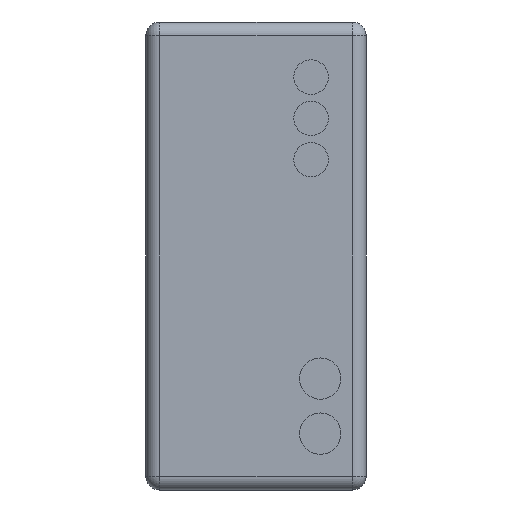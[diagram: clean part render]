
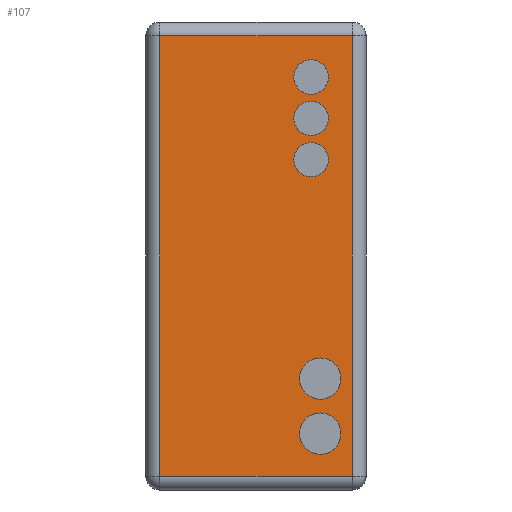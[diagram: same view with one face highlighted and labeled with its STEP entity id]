
A CAD part, left-side view. The second image highlights one B-rep face of the part: STEP entity #107.
In plain terms, the highlighted planar face has unit normal (-1, 0, 0).
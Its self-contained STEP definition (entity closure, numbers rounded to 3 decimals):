
#25 = DIRECTION ( 'NONE',  ( -1., 0., 0. ) ) ;
#28 = DIRECTION ( 'NONE',  ( 0., 0., -1. ) ) ;
#36 = AXIS2_PLACEMENT_3D ( 'NONE', #239, #331, #413 ) ;
#40 = EDGE_LOOP ( 'NONE', ( #264, #492 ) ) ;
#46 = DIRECTION ( 'NONE',  ( 0., 0., -1. ) ) ;
#52 = LINE ( 'NONE', #1072, #1052 ) ;
#57 = ORIENTED_EDGE ( 'NONE', *, *, #861, .F. ) ;
#63 = CARTESIAN_POINT ( 'NONE',  ( -75.609, 15., 11.415 ) ) ;
#83 = ORIENTED_EDGE ( 'NONE', *, *, #698, .F. ) ;
#87 = CIRCLE ( 'NONE', #765, 1.25 ) ;
#93 = CARTESIAN_POINT ( 'NONE',  ( -75.609, 4., 2.415 ) ) ;
#107 = ADVANCED_FACE ( 'NONE', ( #778, #153, #1027, #1089, #283, #157 ), #276, .F. ) ;
#112 = VERTEX_POINT ( 'NONE', #182 ) ;
#114 = CARTESIAN_POINT ( 'NONE',  ( -75.609, 3.33, -17.49 ) ) ;
#116 = EDGE_CURVE ( 'NONE', #743, #317, #393, .T. ) ;
#126 = CIRCLE ( 'NONE', #36, 1.5 ) ;
#127 = AXIS2_PLACEMENT_3D ( 'NONE', #215, #377, #382 ) ;
#134 = EDGE_LOOP ( 'NONE', ( #83, #334 ) ) ;
#148 = VERTEX_POINT ( 'NONE', #248 ) ;
#152 = EDGE_CURVE ( 'NONE', #112, #862, #800, .T. ) ;
#153 = FACE_BOUND ( 'NONE', #40, .T. ) ;
#155 = CARTESIAN_POINT ( 'NONE',  ( -75.609, 1., 11.415 ) ) ;
#157 = FACE_OUTER_BOUND ( 'NONE', #260, .T. ) ;
#164 = ORIENTED_EDGE ( 'NONE', *, *, #740, .T. ) ;
#180 = AXIS2_PLACEMENT_3D ( 'NONE', #93, #435, #680 ) ;
#182 = CARTESIAN_POINT ( 'NONE',  ( -75.609, 3.33, -15.99 ) ) ;
#184 = EDGE_CURVE ( 'NONE', #866, #810, #341, .T. ) ;
#185 = VERTEX_POINT ( 'NONE', #795 ) ;
#190 = ORIENTED_EDGE ( 'NONE', *, *, #194, .T. ) ;
#194 = EDGE_CURVE ( 'NONE', #815, #300, #791, .T. ) ;
#215 = CARTESIAN_POINT ( 'NONE',  ( -75.609, 4., 8.415 ) ) ;
#239 = CARTESIAN_POINT ( 'NONE',  ( -75.609, 3.33, -17.49 ) ) ;
#248 = CARTESIAN_POINT ( 'NONE',  ( -75.609, 4., 7.165 ) ) ;
#253 = AXIS2_PLACEMENT_3D ( 'NONE', #609, #947, #674 ) ;
#260 = EDGE_LOOP ( 'NONE', ( #555, #164, #190, #656 ) ) ;
#264 = ORIENTED_EDGE ( 'NONE', *, *, #184, .F. ) ;
#268 = EDGE_CURVE ( 'NONE', #810, #866, #87, .T. ) ;
#276 = PLANE ( 'NONE',  #253 ) ;
#283 = FACE_BOUND ( 'NONE', #134, .T. ) ;
#293 = DIRECTION ( 'NONE',  ( 0., -1., 0. ) ) ;
#295 = ORIENTED_EDGE ( 'NONE', *, *, #479, .F. ) ;
#299 = ORIENTED_EDGE ( 'NONE', *, *, #1056, .F. ) ;
#300 = VERTEX_POINT ( 'NONE', #956 ) ;
#307 = DIRECTION ( 'NONE',  ( -1., 0., 0. ) ) ;
#311 = CIRCLE ( 'NONE', #180, 1.25 ) ;
#315 = DIRECTION ( 'NONE',  ( 0., 1., 0. ) ) ;
#317 = VERTEX_POINT ( 'NONE', #628 ) ;
#323 = VERTEX_POINT ( 'NONE', #63 ) ;
#326 = CARTESIAN_POINT ( 'NONE',  ( -75.609, 3.33, -11.99 ) ) ;
#327 = AXIS2_PLACEMENT_3D ( 'NONE', #794, #1061, #28 ) ;
#331 = DIRECTION ( 'NONE',  ( -1., 0., 0. ) ) ;
#334 = ORIENTED_EDGE ( 'NONE', *, *, #152, .F. ) ;
#341 = CIRCLE ( 'NONE', #1099, 1.25 ) ;
#369 = ORIENTED_EDGE ( 'NONE', *, *, #116, .F. ) ;
#377 = DIRECTION ( 'NONE',  ( -1., 0., 0. ) ) ;
#382 = DIRECTION ( 'NONE',  ( 0., 0., -1. ) ) ;
#393 = CIRCLE ( 'NONE', #888, 1.5 ) ;
#399 = VERTEX_POINT ( 'NONE', #749 ) ;
#413 = DIRECTION ( 'NONE',  ( 0., 0., -1. ) ) ;
#418 = EDGE_CURVE ( 'NONE', #793, #323, #52, .T. ) ;
#419 = DIRECTION ( 'NONE',  ( 0., 0., 1. ) ) ;
#435 = DIRECTION ( 'NONE',  ( -1., 0., 0. ) ) ;
#439 = CARTESIAN_POINT ( 'NONE',  ( -75.609, 4., 2.415 ) ) ;
#477 = CARTESIAN_POINT ( 'NONE',  ( -75.609, 4., 5.415 ) ) ;
#479 = EDGE_CURVE ( 'NONE', #317, #743, #982, .T. ) ;
#492 = ORIENTED_EDGE ( 'NONE', *, *, #268, .F. ) ;
#504 = CARTESIAN_POINT ( 'NONE',  ( -75.609, 15., -20.585 ) ) ;
#524 = AXIS2_PLACEMENT_3D ( 'NONE', #439, #777, #930 ) ;
#529 = DIRECTION ( 'NONE',  ( -1., 0., 0. ) ) ;
#555 = ORIENTED_EDGE ( 'NONE', *, *, #418, .T. ) ;
#580 = CIRCLE ( 'NONE', #127, 1.25 ) ;
#581 = LINE ( 'NONE', #673, #876 ) ;
#588 = ORIENTED_EDGE ( 'NONE', *, *, #1091, .F. ) ;
#589 = DIRECTION ( 'NONE',  ( 0., 0., -1. ) ) ;
#609 = CARTESIAN_POINT ( 'NONE',  ( -75.609, 16., 12.415 ) ) ;
#628 = CARTESIAN_POINT ( 'NONE',  ( -75.609, 3.33, -14.99 ) ) ;
#634 = VECTOR ( 'NONE', #589, 1000. ) ;
#641 = CARTESIAN_POINT ( 'NONE',  ( -75.609, 16., -20.585 ) ) ;
#644 = ORIENTED_EDGE ( 'NONE', *, *, #927, .F. ) ;
#646 = CARTESIAN_POINT ( 'NONE',  ( -75.609, 4., 5.415 ) ) ;
#656 = ORIENTED_EDGE ( 'NONE', *, *, #741, .T. ) ;
#660 = CARTESIAN_POINT ( 'NONE',  ( -75.609, 15., -21.585 ) ) ;
#673 = CARTESIAN_POINT ( 'NONE',  ( -75.609, 1., 12.415 ) ) ;
#674 = DIRECTION ( 'NONE',  ( 0., 0., -1. ) ) ;
#677 = DIRECTION ( 'NONE',  ( -1., 0., 0. ) ) ;
#680 = DIRECTION ( 'NONE',  ( 0., 0., -1. ) ) ;
#692 = CARTESIAN_POINT ( 'NONE',  ( -75.609, 4., 4.165 ) ) ;
#698 = EDGE_CURVE ( 'NONE', #862, #112, #126, .T. ) ;
#740 = EDGE_CURVE ( 'NONE', #323, #815, #1007, .T. ) ;
#741 = EDGE_CURVE ( 'NONE', #300, #793, #581, .T. ) ;
#743 = VERTEX_POINT ( 'NONE', #326 ) ;
#749 = CARTESIAN_POINT ( 'NONE',  ( -75.609, 4., 1.165 ) ) ;
#765 = AXIS2_PLACEMENT_3D ( 'NONE', #477, #307, #46 ) ;
#774 = CARTESIAN_POINT ( 'NONE',  ( -75.609, 3.33, -13.49 ) ) ;
#777 = DIRECTION ( 'NONE',  ( -1., 0., 0. ) ) ;
#778 = FACE_BOUND ( 'NONE', #1006, .T. ) ;
#791 = LINE ( 'NONE', #641, #963 ) ;
#793 = VERTEX_POINT ( 'NONE', #155 ) ;
#794 = CARTESIAN_POINT ( 'NONE',  ( -75.609, 4., 8.415 ) ) ;
#795 = CARTESIAN_POINT ( 'NONE',  ( -75.609, 4., 9.665 ) ) ;
#800 = CIRCLE ( 'NONE', #1049, 1.5 ) ;
#803 = CIRCLE ( 'NONE', #327, 1.25 ) ;
#810 = VERTEX_POINT ( 'NONE', #836 ) ;
#815 = VERTEX_POINT ( 'NONE', #504 ) ;
#829 = EDGE_LOOP ( 'NONE', ( #588, #299 ) ) ;
#836 = CARTESIAN_POINT ( 'NONE',  ( -75.609, 4., 6.665 ) ) ;
#837 = CARTESIAN_POINT ( 'NONE',  ( -75.609, 3.33, -13.49 ) ) ;
#848 = CARTESIAN_POINT ( 'NONE',  ( -75.609, 4., 3.665 ) ) ;
#861 = EDGE_CURVE ( 'NONE', #399, #942, #966, .T. ) ;
#862 = VERTEX_POINT ( 'NONE', #939 ) ;
#866 = VERTEX_POINT ( 'NONE', #692 ) ;
#876 = VECTOR ( 'NONE', #419, 1000. ) ;
#888 = AXIS2_PLACEMENT_3D ( 'NONE', #837, #677, #1083 ) ;
#897 = DIRECTION ( 'NONE',  ( 0., 0., -1. ) ) ;
#927 = EDGE_CURVE ( 'NONE', #942, #399, #311, .T. ) ;
#930 = DIRECTION ( 'NONE',  ( 0., 0., -1. ) ) ;
#939 = CARTESIAN_POINT ( 'NONE',  ( -75.609, 3.33, -18.99 ) ) ;
#942 = VERTEX_POINT ( 'NONE', #848 ) ;
#947 = DIRECTION ( 'NONE',  ( 1., 0., 0. ) ) ;
#956 = CARTESIAN_POINT ( 'NONE',  ( -75.609, 1., -20.585 ) ) ;
#962 = DIRECTION ( 'NONE',  ( -1., 0., 0. ) ) ;
#963 = VECTOR ( 'NONE', #293, 1000. ) ;
#964 = AXIS2_PLACEMENT_3D ( 'NONE', #774, #529, #1097 ) ;
#966 = CIRCLE ( 'NONE', #524, 1.25 ) ;
#973 = DIRECTION ( 'NONE',  ( 0., 0., -1. ) ) ;
#982 = CIRCLE ( 'NONE', #964, 1.5 ) ;
#1006 = EDGE_LOOP ( 'NONE', ( #57, #644 ) ) ;
#1007 = LINE ( 'NONE', #660, #634 ) ;
#1027 = FACE_BOUND ( 'NONE', #829, .T. ) ;
#1041 = EDGE_LOOP ( 'NONE', ( #295, #369 ) ) ;
#1049 = AXIS2_PLACEMENT_3D ( 'NONE', #114, #962, #973 ) ;
#1052 = VECTOR ( 'NONE', #315, 1000. ) ;
#1056 = EDGE_CURVE ( 'NONE', #185, #148, #580, .T. ) ;
#1061 = DIRECTION ( 'NONE',  ( -1., 0., 0. ) ) ;
#1072 = CARTESIAN_POINT ( 'NONE',  ( -75.609, 16., 11.415 ) ) ;
#1083 = DIRECTION ( 'NONE',  ( 0., 0., -1. ) ) ;
#1089 = FACE_BOUND ( 'NONE', #1041, .T. ) ;
#1091 = EDGE_CURVE ( 'NONE', #148, #185, #803, .T. ) ;
#1097 = DIRECTION ( 'NONE',  ( 0., 0., -1. ) ) ;
#1099 = AXIS2_PLACEMENT_3D ( 'NONE', #646, #25, #897 ) ;
